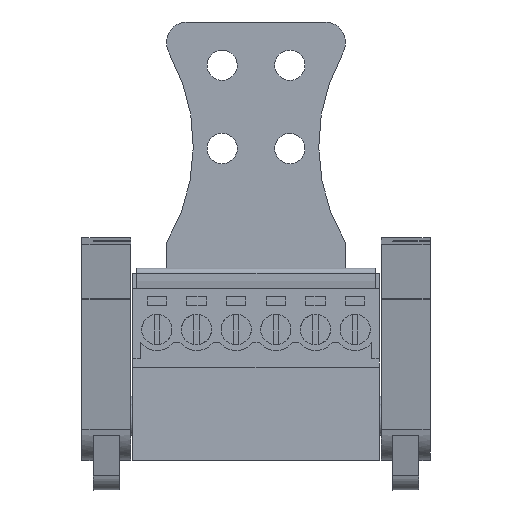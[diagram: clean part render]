
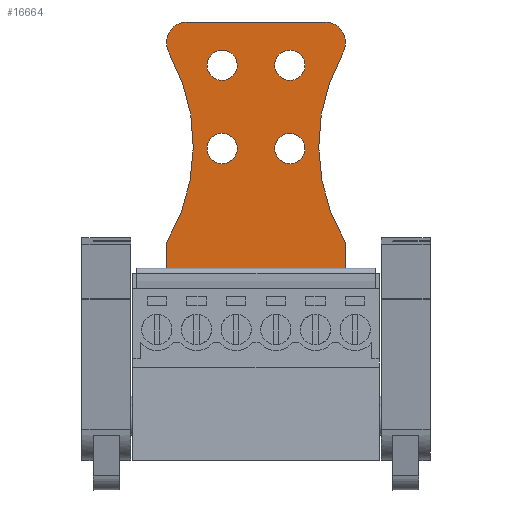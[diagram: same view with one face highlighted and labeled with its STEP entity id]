
A CAD part, front view. The second image highlights one B-rep face of the part: STEP entity #16664.
In plain terms, the highlighted planar face has unit normal (0, -1, 0).
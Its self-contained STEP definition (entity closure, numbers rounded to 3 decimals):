
#16230=AXIS2_PLACEMENT_3D('Circle Axis2P3D',#16228,#16229,$) ;
#16262=AXIS2_PLACEMENT_3D('Circle Axis2P3D',#16260,#16261,$) ;
#16312=AXIS2_PLACEMENT_3D('Circle Axis2P3D',#16310,#16311,$) ;
#16330=AXIS2_PLACEMENT_3D('Circle Axis2P3D',#16328,#16329,$) ;
#16405=AXIS2_PLACEMENT_3D('Circle Axis2P3D',#16403,#16404,$) ;
#16437=AXIS2_PLACEMENT_3D('Circle Axis2P3D',#16435,#16436,$) ;
#16455=AXIS2_PLACEMENT_3D('Circle Axis2P3D',#16453,#16454,$) ;
#16511=AXIS2_PLACEMENT_3D('Circle Axis2P3D',#16509,#16510,$) ;
#16567=AXIS2_PLACEMENT_3D('Circle Axis2P3D',#16565,#16566,$) ;
#16599=AXIS2_PLACEMENT_3D('Circle Axis2P3D',#16597,#16598,$) ;
#16631=AXIS2_PLACEMENT_3D('Plane Axis2P3D',#16628,#16629,#16630) ;
#16171=CARTESIAN_POINT('Line Origine',(8.165,14.976,22.296)) ;
#16175=CARTESIAN_POINT('Vertex',(8.165,14.976,23.797)) ;
#16177=CARTESIAN_POINT('Vertex',(8.165,14.976,20.796)) ;
#16228=CARTESIAN_POINT('Axis2P3D Location',(-7.49,14.976,33.07)) ;
#16232=CARTESIAN_POINT('Vertex',(8.381,14.976,41.968)) ;
#16257=CARTESIAN_POINT('Vertex',(10.125,14.976,44.946)) ;
#16260=CARTESIAN_POINT('Axis2P3D Location',(10.125,14.976,42.946)) ;
#16278=CARTESIAN_POINT('Line Origine',(16.725,14.976,44.946)) ;
#16282=CARTESIAN_POINT('Vertex',(23.325,14.976,44.946)) ;
#16307=CARTESIAN_POINT('Vertex',(25.069,14.976,41.968)) ;
#16310=CARTESIAN_POINT('Axis2P3D Location',(23.325,14.976,42.946)) ;
#16328=CARTESIAN_POINT('Axis2P3D Location',(40.94,14.976,33.07)) ;
#16332=CARTESIAN_POINT('Vertex',(25.285,14.976,23.797)) ;
#16353=CARTESIAN_POINT('Line Origine',(25.285,14.976,22.296)) ;
#16357=CARTESIAN_POINT('Vertex',(25.285,14.976,20.796)) ;
#16403=CARTESIAN_POINT('Axis2P3D Location',(19.975,14.976,40.796)) ;
#16407=CARTESIAN_POINT('Vertex',(18.525,14.976,40.796)) ;
#16409=CARTESIAN_POINT('Vertex',(21.425,14.976,40.796)) ;
#16435=CARTESIAN_POINT('Axis2P3D Location',(19.975,14.976,40.796)) ;
#16453=CARTESIAN_POINT('Axis2P3D Location',(13.475,14.976,40.796)) ;
#16457=CARTESIAN_POINT('Vertex',(12.025,14.976,40.796)) ;
#16459=CARTESIAN_POINT('Vertex',(14.925,14.976,40.796)) ;
#16486=CARTESIAN_POINT('Control Point',(12.025,14.976,40.796)) ;
#16487=CARTESIAN_POINT('Control Point',(12.025,14.976,41.252)) ;
#16488=CARTESIAN_POINT('Control Point',(12.204,14.976,41.707)) ;
#16489=CARTESIAN_POINT('Control Point',(12.564,14.976,42.068)) ;
#16490=CARTESIAN_POINT('Control Point',(13.475,14.976,42.425)) ;
#16491=CARTESIAN_POINT('Control Point',(14.386,14.976,42.068)) ;
#16492=CARTESIAN_POINT('Control Point',(14.746,14.976,41.707)) ;
#16493=CARTESIAN_POINT('Control Point',(14.925,14.976,41.252)) ;
#16494=CARTESIAN_POINT('Control Point',(14.925,14.976,40.796)) ;
#16509=CARTESIAN_POINT('Axis2P3D Location',(19.975,14.976,32.796)) ;
#16513=CARTESIAN_POINT('Vertex',(18.525,14.976,32.796)) ;
#16515=CARTESIAN_POINT('Vertex',(21.425,14.976,32.796)) ;
#16542=CARTESIAN_POINT('Control Point',(18.525,14.976,32.796)) ;
#16543=CARTESIAN_POINT('Control Point',(18.525,14.976,33.252)) ;
#16544=CARTESIAN_POINT('Control Point',(18.704,14.976,33.707)) ;
#16545=CARTESIAN_POINT('Control Point',(19.064,14.976,34.068)) ;
#16546=CARTESIAN_POINT('Control Point',(19.975,14.976,34.425)) ;
#16547=CARTESIAN_POINT('Control Point',(20.886,14.976,34.068)) ;
#16548=CARTESIAN_POINT('Control Point',(21.246,14.976,33.707)) ;
#16549=CARTESIAN_POINT('Control Point',(21.425,14.976,33.252)) ;
#16550=CARTESIAN_POINT('Control Point',(21.425,14.976,32.796)) ;
#16565=CARTESIAN_POINT('Axis2P3D Location',(13.475,14.976,32.796)) ;
#16569=CARTESIAN_POINT('Vertex',(12.025,14.976,32.796)) ;
#16571=CARTESIAN_POINT('Vertex',(14.925,14.976,32.796)) ;
#16597=CARTESIAN_POINT('Axis2P3D Location',(13.475,14.976,32.796)) ;
#16628=CARTESIAN_POINT('Axis2P3D Location',(16.725,14.976,11.796)) ;
#16633=CARTESIAN_POINT('Line Origine',(16.725,14.976,20.796)) ;
#16172=DIRECTION('Vector Direction',(0.,0.,-1.)) ;
#16229=DIRECTION('Axis2P3D Direction',(0.,1.,0.)) ;
#16261=DIRECTION('Axis2P3D Direction',(0.,1.,0.)) ;
#16279=DIRECTION('Vector Direction',(1.,0.,0.)) ;
#16311=DIRECTION('Axis2P3D Direction',(0.,1.,0.)) ;
#16329=DIRECTION('Axis2P3D Direction',(0.,1.,0.)) ;
#16354=DIRECTION('Vector Direction',(0.,0.,1.)) ;
#16404=DIRECTION('Axis2P3D Direction',(0.,1.,0.)) ;
#16436=DIRECTION('Axis2P3D Direction',(0.,1.,0.)) ;
#16454=DIRECTION('Axis2P3D Direction',(0.,1.,0.)) ;
#16510=DIRECTION('Axis2P3D Direction',(0.,1.,0.)) ;
#16566=DIRECTION('Axis2P3D Direction',(0.,1.,0.)) ;
#16598=DIRECTION('Axis2P3D Direction',(0.,1.,0.)) ;
#16629=DIRECTION('Axis2P3D Direction',(0.,-1.,0.)) ;
#16630=DIRECTION('Axis2P3D XDirection',(1.,0.,0.)) ;
#16634=DIRECTION('Vector Direction',(-1.,0.,0.)) ;
#16173=VECTOR('Line Direction',#16172,1.) ;
#16280=VECTOR('Line Direction',#16279,1.) ;
#16355=VECTOR('Line Direction',#16354,1.) ;
#16635=VECTOR('Line Direction',#16634,1.) ;
#16639=ORIENTED_EDGE('',*,*,#16359,.T.) ;
#16640=ORIENTED_EDGE('',*,*,#16334,.F.) ;
#16641=ORIENTED_EDGE('',*,*,#16314,.T.) ;
#16642=ORIENTED_EDGE('',*,*,#16284,.F.) ;
#16643=ORIENTED_EDGE('',*,*,#16264,.T.) ;
#16644=ORIENTED_EDGE('',*,*,#16234,.F.) ;
#16645=ORIENTED_EDGE('',*,*,#16179,.T.) ;
#16646=ORIENTED_EDGE('',*,*,#16637,.F.) ;
#16649=ORIENTED_EDGE('',*,*,#16411,.F.) ;
#16650=ORIENTED_EDGE('',*,*,#16439,.F.) ;
#16653=ORIENTED_EDGE('',*,*,#16461,.F.) ;
#16654=ORIENTED_EDGE('',*,*,#16495,.F.) ;
#16657=ORIENTED_EDGE('',*,*,#16517,.F.) ;
#16658=ORIENTED_EDGE('',*,*,#16551,.F.) ;
#16661=ORIENTED_EDGE('',*,*,#16573,.F.) ;
#16662=ORIENTED_EDGE('',*,*,#16601,.F.) ;
#16651=FACE_BOUND('',#16648,.T.) ;
#16655=FACE_BOUND('',#16652,.T.) ;
#16659=FACE_BOUND('',#16656,.T.) ;
#16663=FACE_BOUND('',#16660,.T.) ;
#16664=ADVANCED_FACE('Strain relief',(#16647,#16651,#16655,#16659,#16663),#16632,.T.) ;
#16485=B_SPLINE_CURVE_WITH_KNOTS('',5,(#16486,#16487,#16488,#16489,#16490,#16491,#16492,#16493,#16494),.UNSPECIFIED.,.F.,.U.,(6,3,6),(-2.278,0.,2.278),.UNSPECIFIED.) ;
#16541=B_SPLINE_CURVE_WITH_KNOTS('',5,(#16542,#16543,#16544,#16545,#16546,#16547,#16548,#16549,#16550),.UNSPECIFIED.,.F.,.U.,(6,3,6),(-2.278,0.,2.278),.UNSPECIFIED.) ;
#16231=CIRCLE('generated circle',#16230,18.195) ;
#16263=CIRCLE('generated circle',#16262,2.) ;
#16313=CIRCLE('generated circle',#16312,2.) ;
#16331=CIRCLE('generated circle',#16330,18.195) ;
#16406=CIRCLE('generated circle',#16405,1.45) ;
#16438=CIRCLE('generated circle',#16437,1.45) ;
#16456=CIRCLE('generated circle',#16455,1.45) ;
#16512=CIRCLE('generated circle',#16511,1.45) ;
#16568=CIRCLE('generated circle',#16567,1.45) ;
#16600=CIRCLE('generated circle',#16599,1.45) ;
#16179=EDGE_CURVE('',#16176,#16178,#16174,.T.) ;
#16234=EDGE_CURVE('',#16176,#16233,#16231,.F.) ;
#16264=EDGE_CURVE('',#16258,#16233,#16263,.F.) ;
#16284=EDGE_CURVE('',#16258,#16283,#16281,.T.) ;
#16314=EDGE_CURVE('',#16308,#16283,#16313,.F.) ;
#16334=EDGE_CURVE('',#16308,#16333,#16331,.F.) ;
#16359=EDGE_CURVE('',#16358,#16333,#16356,.T.) ;
#16411=EDGE_CURVE('',#16408,#16410,#16406,.F.) ;
#16439=EDGE_CURVE('',#16410,#16408,#16438,.F.) ;
#16461=EDGE_CURVE('',#16458,#16460,#16456,.F.) ;
#16495=EDGE_CURVE('',#16460,#16458,#16485,.F.) ;
#16517=EDGE_CURVE('',#16514,#16516,#16512,.F.) ;
#16551=EDGE_CURVE('',#16516,#16514,#16541,.F.) ;
#16573=EDGE_CURVE('',#16570,#16572,#16568,.F.) ;
#16601=EDGE_CURVE('',#16572,#16570,#16600,.F.) ;
#16637=EDGE_CURVE('',#16358,#16178,#16636,.T.) ;
#16638=EDGE_LOOP('',(#16639,#16640,#16641,#16642,#16643,#16644,#16645,#16646)) ;
#16648=EDGE_LOOP('',(#16649,#16650)) ;
#16652=EDGE_LOOP('',(#16653,#16654)) ;
#16656=EDGE_LOOP('',(#16657,#16658)) ;
#16660=EDGE_LOOP('',(#16661,#16662)) ;
#16647=FACE_OUTER_BOUND('',#16638,.T.) ;
#16174=LINE('Line',#16171,#16173) ;
#16281=LINE('Line',#16278,#16280) ;
#16356=LINE('Line',#16353,#16355) ;
#16636=LINE('Line',#16633,#16635) ;
#16632=PLANE('',#16631) ;
#16176=VERTEX_POINT('',#16175) ;
#16178=VERTEX_POINT('',#16177) ;
#16233=VERTEX_POINT('',#16232) ;
#16258=VERTEX_POINT('',#16257) ;
#16283=VERTEX_POINT('',#16282) ;
#16308=VERTEX_POINT('',#16307) ;
#16333=VERTEX_POINT('',#16332) ;
#16358=VERTEX_POINT('',#16357) ;
#16408=VERTEX_POINT('',#16407) ;
#16410=VERTEX_POINT('',#16409) ;
#16458=VERTEX_POINT('',#16457) ;
#16460=VERTEX_POINT('',#16459) ;
#16514=VERTEX_POINT('',#16513) ;
#16516=VERTEX_POINT('',#16515) ;
#16570=VERTEX_POINT('',#16569) ;
#16572=VERTEX_POINT('',#16571) ;
